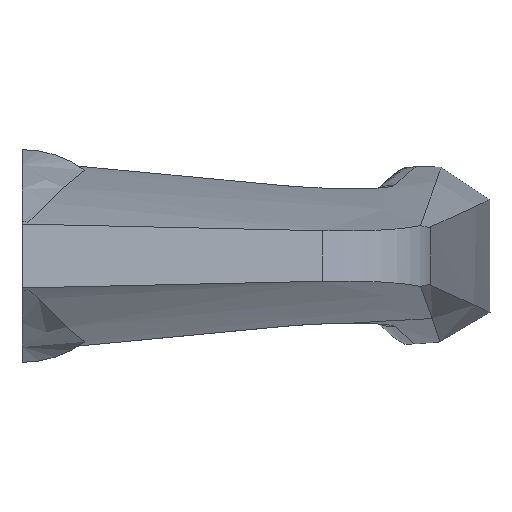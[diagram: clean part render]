
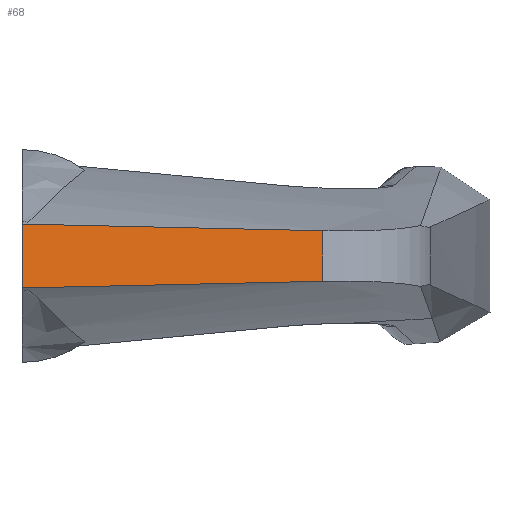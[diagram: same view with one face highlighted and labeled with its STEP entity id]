
A CAD part, left-side view. The second image highlights one B-rep face of the part: STEP entity #68.
In plain terms, the highlighted planar face has unit normal (-0.978, -0.21, 0).
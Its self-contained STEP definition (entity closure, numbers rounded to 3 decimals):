
#68=ADVANCED_FACE('',(#367),#366,.T.);
#366=PLANE('',#1840);
#367=FACE_OUTER_BOUND('',#1841,.T.);
#1837=CARTESIAN_POINT('',(-17.304,1.413,-1.801));
#1838=DIRECTION('',(-0.978,-0.21,0.));
#1839=DIRECTION('',(0.21,-0.978,0.));
#1840=AXIS2_PLACEMENT_3D('',#1837,#1838,#1839);
#1841=EDGE_LOOP('',(#2196,#2197,#2198,#2199));
#2196=ORIENTED_EDGE('',*,*,#2450,.T.);
#2197=ORIENTED_EDGE('',*,*,#2451,.T.);
#2198=ORIENTED_EDGE('',*,*,#2452,.F.);
#2199=ORIENTED_EDGE('',*,*,#2453,.F.);
#2450=EDGE_CURVE('',#3159,#3160,#3161,.T.);
#2451=EDGE_CURVE('',#3160,#3167,#3168,.T.);
#2452=EDGE_CURVE('',#3174,#3167,#3175,.T.);
#2453=EDGE_CURVE('',#3159,#3174,#3181,.T.);
#3159=VERTEX_POINT('',#4601);
#3160=VERTEX_POINT('',#4602);
#3161=(BOUNDED_CURVE() B_SPLINE_CURVE(3,(#4603,#4604,#4605,#4606),.UNSPECIFIED.,.F.,.F.) B_SPLINE_CURVE_WITH_KNOTS((4,4),(0.,0.614),.UNSPECIFIED.) CURVE() GEOMETRIC_REPRESENTATION_ITEM() RATIONAL_B_SPLINE_CURVE((1.,1.,1.,1.)) REPRESENTATION_ITEM('') );
#3167=VERTEX_POINT('',#4607);
#3168=LINE('',#4608,#4609);
#3174=VERTEX_POINT('',#4611);
#3175=LINE('',#4612,#4613);
#3181=LINE('',#4615,#4616);
#4601=CARTESIAN_POINT('',(-17.,0.,-1.501));
#4602=CARTESIAN_POINT('',(-13.959,-14.134,-1.188));
#4603=CARTESIAN_POINT('',(-17.,0.,-1.501));
#4604=CARTESIAN_POINT('',(-15.986,-4.713,-1.396));
#4605=CARTESIAN_POINT('',(-14.972,-9.426,-1.292));
#4606=CARTESIAN_POINT('',(-13.959,-14.134,-1.188));
#4607=CARTESIAN_POINT('',(-13.959,-14.134,1.188));
#4608=CARTESIAN_POINT('',(-13.959,-14.134,-1.188));
#4609=VECTOR('',#4610,2.375);
#4610=DIRECTION('',(0.,0.,1.));
#4611=CARTESIAN_POINT('',(-17.,0.,1.5));
#4612=CARTESIAN_POINT('',(-17.,0.,1.5));
#4613=VECTOR('',#4614,14.461);
#4614=DIRECTION('',(0.21,-0.977,-0.022));
#4615=CARTESIAN_POINT('',(-17.,0.,-1.501));
#4616=VECTOR('',#4617,3.001);
#4617=DIRECTION('',(0.,0.,1.));
